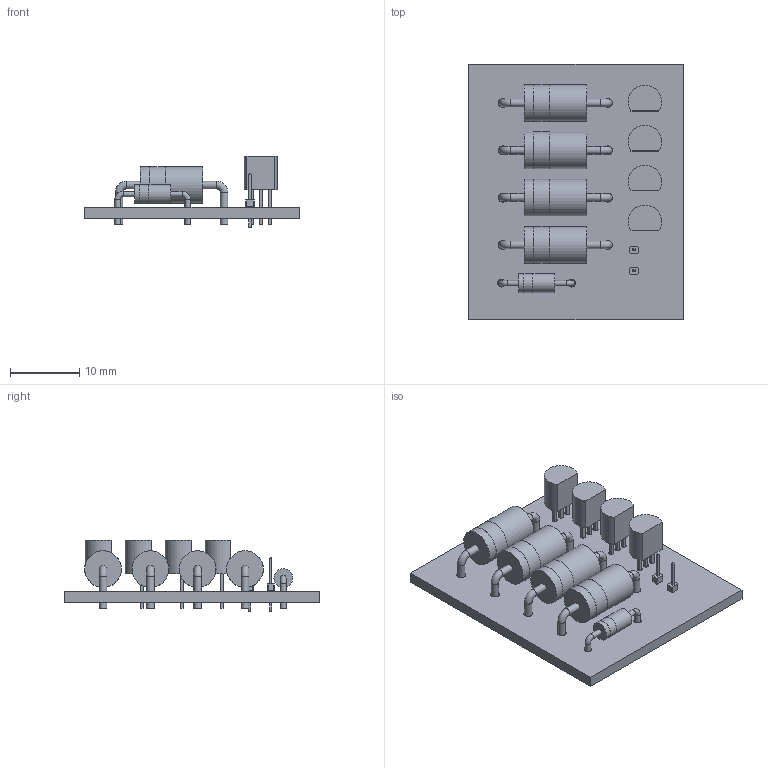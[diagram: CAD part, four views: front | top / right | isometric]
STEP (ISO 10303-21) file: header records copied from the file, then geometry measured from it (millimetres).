
FILE_DESCRIPTION(('KiCad electronic assembly'),'2;1');
FILE_NAME('Big muff portion test download for free cad.step', '2024-04-07T13:03:20',('Pcbnew'),('Kicad'), 'Open CASCADE STEP processor 7.7','KiCad to STEP converter','Unknown' );
FILE_SCHEMA(('AUTOMOTIVE_DESIGN { 1 0 10303 214 1 1 1 1 }'));
Length unit declared in the file: millimetre
Products named in the file (10): Big muff portion test download for free cad 1; D_DO-41_SOD81_P10.16mm_Horizontal; SOLID; PinHeader_1x01_P1.00mm_Vertical; D_DO-201AE_P15.24mm_Horizontal; TO-92_Inline; _autosave-Big muff portion PCB
Assembly tree (16 placements, depth 3):
  Big muff portion test download for free cad 1
    D_DO-41_SOD81_P10.16mm_Horizontal
      SOLID
    PinHeader_1x01_P1.00mm_Vertical  x2
      SOLID
    D_DO-201AE_P15.24mm_Horizontal  x4
      SOLID
    TO-92_Inline  x4
      SOLID
    _autosave-Big muff portion PCB
Bounding box: 31 x 37 x 10.3 mm (x, y, z)
Volume: 3008.6 mm3; surface area: 4216.4 mm2
Topology: 12 solids, 12 shells, 237 faces, 495 edges, 318 vertices
Faces by surface type: plane 164, cylinder 63, torus 10
Full cylindrical faces by diameter (mm): 0.5 x2, 0.75 x12, 0.8 x4, 1.1 x18, 1.3 x8, 2.7 x2, 2.72 x1, 5.3 x8, 5.32 x4
Entity records: 7058 total; most frequent: CARTESIAN_POINT 1308, DIRECTION 984, LINE 556, VECTOR 556, ORIENTED_EDGE 472, PCURVE 472, DEFINITIONAL_REPRESENTATION 472, EDGE_CURVE 236
